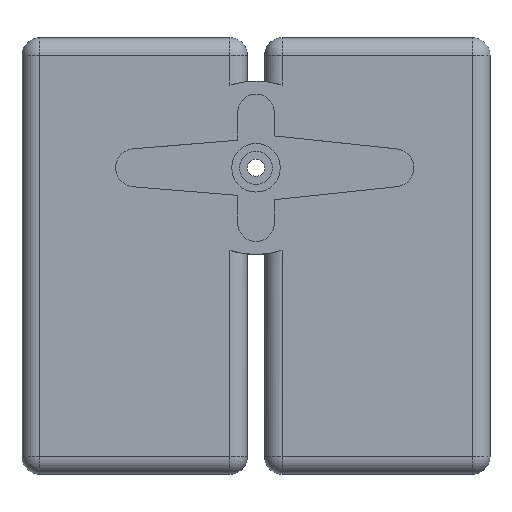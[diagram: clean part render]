
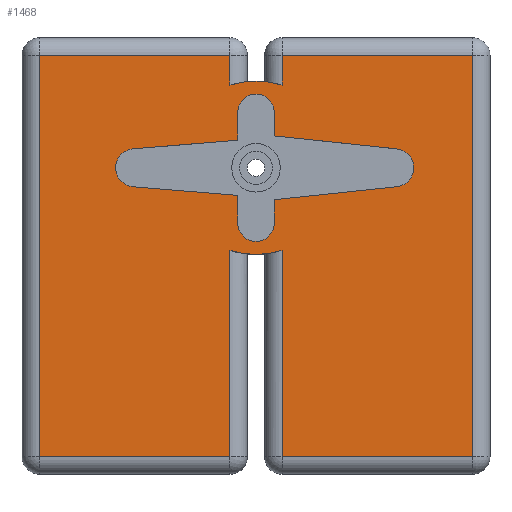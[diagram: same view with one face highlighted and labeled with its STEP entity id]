
A CAD part, top view. The second image highlights one B-rep face of the part: STEP entity #1468.
In plain terms, the highlighted planar face has unit normal (0, 0, 1).
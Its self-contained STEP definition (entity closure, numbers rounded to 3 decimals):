
#93=FACE_BOUND('',#256,.T.);
#158=FACE_OUTER_BOUND('',#255,.T.);
#255=EDGE_LOOP('',(#1227,#1228,#1229,#1230,#1231,#1232,#1233,#1234,#1235,
#1236,#1237,#1238));
#256=EDGE_LOOP('',(#1239,#1240,#1241,#1242,#1243,#1244,#1245,#1246,#1247,
#1248,#1249,#1250));
#296=LINE('',#2188,#413);
#299=LINE('',#2193,#416);
#302=LINE('',#2201,#419);
#304=LINE('',#2205,#421);
#307=LINE('',#2213,#424);
#309=LINE('',#2217,#426);
#312=LINE('',#2225,#429);
#314=LINE('',#2229,#431);
#368=LINE('',#2543,#485);
#375=LINE('',#2587,#492);
#378=LINE('',#2612,#495);
#381=LINE('',#2622,#498);
#383=LINE('',#2629,#500);
#384=LINE('',#2631,#501);
#385=LINE('',#2633,#502);
#386=LINE('',#2635,#503);
#387=LINE('',#2638,#504);
#388=LINE('',#2640,#505);
#413=VECTOR('',#1712,10.);
#416=VECTOR('',#1717,10.);
#419=VECTOR('',#1726,10.);
#421=VECTOR('',#1730,10.);
#424=VECTOR('',#1739,10.);
#426=VECTOR('',#1743,10.);
#429=VECTOR('',#1752,10.);
#431=VECTOR('',#1756,10.);
#485=VECTOR('',#1976,10.);
#492=VECTOR('',#2007,10.);
#495=VECTOR('',#2024,10.);
#498=VECTOR('',#2037,10.);
#500=VECTOR('',#2047,10.);
#501=VECTOR('',#2048,10.);
#502=VECTOR('',#2049,10.);
#503=VECTOR('',#2050,10.);
#504=VECTOR('',#2053,10.);
#505=VECTOR('',#2054,10.);
#527=CIRCLE('',#1522,2.2);
#528=CIRCLE('',#1526,2.1);
#529=CIRCLE('',#1530,2.2);
#530=CIRCLE('',#1534,2.1);
#589=CIRCLE('',#1644,10.);
#590=CIRCLE('',#1645,10.);
#616=VERTEX_POINT('',#2186);
#617=VERTEX_POINT('',#2187);
#618=VERTEX_POINT('',#2192);
#619=VERTEX_POINT('',#2196);
#620=VERTEX_POINT('',#2200);
#621=VERTEX_POINT('',#2204);
#622=VERTEX_POINT('',#2208);
#623=VERTEX_POINT('',#2212);
#624=VERTEX_POINT('',#2216);
#625=VERTEX_POINT('',#2220);
#626=VERTEX_POINT('',#2224);
#627=VERTEX_POINT('',#2228);
#698=VERTEX_POINT('',#2527);
#701=VERTEX_POINT('',#2541);
#706=VERTEX_POINT('',#2584);
#707=VERTEX_POINT('',#2586);
#709=VERTEX_POINT('',#2600);
#712=VERTEX_POINT('',#2610);
#715=VERTEX_POINT('',#2628);
#716=VERTEX_POINT('',#2630);
#717=VERTEX_POINT('',#2632);
#718=VERTEX_POINT('',#2634);
#719=VERTEX_POINT('',#2637);
#720=VERTEX_POINT('',#2639);
#741=EDGE_CURVE('',#616,#617,#296,.T.);
#744=EDGE_CURVE('',#618,#616,#299,.T.);
#746=EDGE_CURVE('',#619,#618,#527,.T.);
#748=EDGE_CURVE('',#620,#619,#302,.T.);
#750=EDGE_CURVE('',#621,#620,#304,.T.);
#752=EDGE_CURVE('',#622,#621,#528,.T.);
#754=EDGE_CURVE('',#623,#622,#307,.T.);
#756=EDGE_CURVE('',#624,#623,#309,.T.);
#758=EDGE_CURVE('',#625,#624,#529,.T.);
#760=EDGE_CURVE('',#626,#625,#312,.T.);
#762=EDGE_CURVE('',#627,#626,#314,.T.);
#764=EDGE_CURVE('',#617,#627,#530,.T.);
#873=EDGE_CURVE('',#701,#698,#368,.T.);
#887=EDGE_CURVE('',#706,#707,#375,.T.);
#895=EDGE_CURVE('',#712,#709,#378,.T.);
#901=EDGE_CURVE('',#709,#706,#381,.T.);
#904=EDGE_CURVE('',#715,#701,#383,.T.);
#905=EDGE_CURVE('',#716,#715,#384,.T.);
#906=EDGE_CURVE('',#717,#716,#385,.T.);
#907=EDGE_CURVE('',#718,#717,#386,.T.);
#908=EDGE_CURVE('',#718,#707,#589,.T.);
#909=EDGE_CURVE('',#719,#712,#387,.T.);
#910=EDGE_CURVE('',#720,#719,#388,.T.);
#911=EDGE_CURVE('',#720,#698,#590,.T.);
#1227=ORIENTED_EDGE('',*,*,#873,.F.);
#1228=ORIENTED_EDGE('',*,*,#904,.F.);
#1229=ORIENTED_EDGE('',*,*,#905,.F.);
#1230=ORIENTED_EDGE('',*,*,#906,.F.);
#1231=ORIENTED_EDGE('',*,*,#907,.F.);
#1232=ORIENTED_EDGE('',*,*,#908,.T.);
#1233=ORIENTED_EDGE('',*,*,#887,.F.);
#1234=ORIENTED_EDGE('',*,*,#901,.F.);
#1235=ORIENTED_EDGE('',*,*,#895,.F.);
#1236=ORIENTED_EDGE('',*,*,#909,.F.);
#1237=ORIENTED_EDGE('',*,*,#910,.F.);
#1238=ORIENTED_EDGE('',*,*,#911,.T.);
#1239=ORIENTED_EDGE('',*,*,#741,.T.);
#1240=ORIENTED_EDGE('',*,*,#764,.T.);
#1241=ORIENTED_EDGE('',*,*,#762,.T.);
#1242=ORIENTED_EDGE('',*,*,#760,.T.);
#1243=ORIENTED_EDGE('',*,*,#758,.T.);
#1244=ORIENTED_EDGE('',*,*,#756,.T.);
#1245=ORIENTED_EDGE('',*,*,#754,.T.);
#1246=ORIENTED_EDGE('',*,*,#752,.T.);
#1247=ORIENTED_EDGE('',*,*,#750,.T.);
#1248=ORIENTED_EDGE('',*,*,#748,.T.);
#1249=ORIENTED_EDGE('',*,*,#746,.T.);
#1250=ORIENTED_EDGE('',*,*,#744,.T.);
#1393=PLANE('',#1643);
#1468=ADVANCED_FACE('',(#158,#93),#1393,.T.);
#1522=AXIS2_PLACEMENT_3D('',#2197,#1721,#1722);
#1526=AXIS2_PLACEMENT_3D('',#2209,#1734,#1735);
#1530=AXIS2_PLACEMENT_3D('',#2221,#1747,#1748);
#1534=AXIS2_PLACEMENT_3D('',#2232,#1760,#1761);
#1643=AXIS2_PLACEMENT_3D('',#2627,#2045,#2046);
#1644=AXIS2_PLACEMENT_3D('',#2636,#2051,#2052);
#1645=AXIS2_PLACEMENT_3D('',#2641,#2055,#2056);
#1712=DIRECTION('',(0.,1.,0.));
#1717=DIRECTION('',(0.997,0.082,0.));
#1721=DIRECTION('center_axis',(0.,0.,-1.));
#1722=DIRECTION('ref_axis',(-0.082,0.997,0.));
#1726=DIRECTION('',(-0.997,0.082,0.));
#1730=DIRECTION('',(0.,1.,0.));
#1734=DIRECTION('center_axis',(0.,0.,-1.));
#1735=DIRECTION('ref_axis',(-1.,0.,0.));
#1739=DIRECTION('',(0.,-1.,0.));
#1743=DIRECTION('',(-0.994,-0.105,0.));
#1747=DIRECTION('center_axis',(0.,0.,-1.));
#1748=DIRECTION('ref_axis',(0.105,-0.994,0.));
#1752=DIRECTION('',(0.994,-0.105,0.));
#1756=DIRECTION('',(0.,-1.,0.));
#1760=DIRECTION('center_axis',(0.,0.,-1.));
#1761=DIRECTION('ref_axis',(1.,0.,0.));
#1976=DIRECTION('',(0.,1.,0.));
#2007=DIRECTION('',(0.,-1.,0.));
#2024=DIRECTION('',(0.,1.,0.));
#2037=DIRECTION('',(1.,0.,0.));
#2045=DIRECTION('center_axis',(0.,0.,1.));
#2046=DIRECTION('ref_axis',(1.,0.,0.));
#2047=DIRECTION('',(-1.,0.,0.));
#2048=DIRECTION('',(0.,-1.,0.));
#2049=DIRECTION('',(1.,0.,0.));
#2050=DIRECTION('',(0.,1.,0.));
#2051=DIRECTION('center_axis',(0.,0.,1.));
#2052=DIRECTION('ref_axis',(1.,0.,0.));
#2053=DIRECTION('',(-1.,0.,0.));
#2054=DIRECTION('',(0.,-1.,0.));
#2055=DIRECTION('center_axis',(0.,0.,1.));
#2056=DIRECTION('ref_axis',(1.,0.,0.));
#2186=CARTESIAN_POINT('',(-2.1,3.184,7.448));
#2187=CARTESIAN_POINT('',(-2.1,6.4,7.448));
#2188=CARTESIAN_POINT('',(-2.1,-6.328,7.448));
#2192=CARTESIAN_POINT('',(-14.18,2.193,7.448));
#2193=CARTESIAN_POINT('',(-7.873,2.71,7.448));
#2196=CARTESIAN_POINT('',(-14.18,-2.193,7.448));
#2197=CARTESIAN_POINT('Origin',(-14.,0.,7.448));
#2200=CARTESIAN_POINT('',(-2.1,-3.184,7.448));
#2201=CARTESIAN_POINT('',(-0.541,-3.312,7.448));
#2204=CARTESIAN_POINT('',(-2.1,-6.4,7.448));
#2205=CARTESIAN_POINT('',(-2.1,-11.12,7.448));
#2208=CARTESIAN_POINT('',(2.1,-6.4,7.448));
#2209=CARTESIAN_POINT('Origin',(0.,-6.4,
7.448));
#2212=CARTESIAN_POINT('',(2.1,-3.68,7.448));
#2213=CARTESIAN_POINT('',(2.1,-9.76,7.448));
#2216=CARTESIAN_POINT('',(16.231,-2.188,7.448));
#2217=CARTESIAN_POINT('',(7.492,-3.111,7.448));
#2220=CARTESIAN_POINT('',(16.231,2.188,7.448));
#2221=CARTESIAN_POINT('Origin',(16.,0.,7.448));
#2224=CARTESIAN_POINT('',(2.1,3.68,7.448));
#2225=CARTESIAN_POINT('',(2.081,3.682,7.448));
#2228=CARTESIAN_POINT('',(2.1,6.4,7.448));
#2229=CARTESIAN_POINT('',(2.1,-4.72,7.448));
#2232=CARTESIAN_POINT('Origin',(0.,6.4,7.448));
#2527=CARTESIAN_POINT('',(3.,-9.539,7.448));
#2541=CARTESIAN_POINT('',(3.,-33.341,7.448));
#2543=CARTESIAN_POINT('',(3.,-19.066,7.448));
#2584=CARTESIAN_POINT('',(-3.,13.,7.448));
#2586=CARTESIAN_POINT('',(-3.,9.539,7.448));
#2587=CARTESIAN_POINT('',(-3.,-19.42,7.448));
#2600=CARTESIAN_POINT('',(-25.,13.,7.448));
#2610=CARTESIAN_POINT('',(-25.,-33.341,7.448));
#2612=CARTESIAN_POINT('',(-25.,-6.591,7.448));
#2622=CARTESIAN_POINT('',(-0.5,13.,7.448));
#2627=CARTESIAN_POINT('Origin',(0.,-15.841,
7.448));
#2628=CARTESIAN_POINT('',(25.,-33.341,7.448));
#2629=CARTESIAN_POINT('',(-10.5,-33.341,7.448));
#2630=CARTESIAN_POINT('',(25.,13.,7.448));
#2631=CARTESIAN_POINT('',(25.,-25.091,7.448));
#2632=CARTESIAN_POINT('',(3.,13.,7.448));
#2633=CARTESIAN_POINT('',(-0.5,13.,7.448));
#2634=CARTESIAN_POINT('',(3.,9.539,7.448));
#2635=CARTESIAN_POINT('',(3.,-19.395,7.448));
#2636=CARTESIAN_POINT('Origin',(0.,0.,7.448));
#2637=CARTESIAN_POINT('',(-3.,-33.341,7.448));
#2638=CARTESIAN_POINT('',(-10.5,-33.341,7.448));
#2639=CARTESIAN_POINT('',(-3.,-9.539,7.448));
#2640=CARTESIAN_POINT('',(-3.,-19.091,7.448));
#2641=CARTESIAN_POINT('Origin',(0.,0.,7.448));
